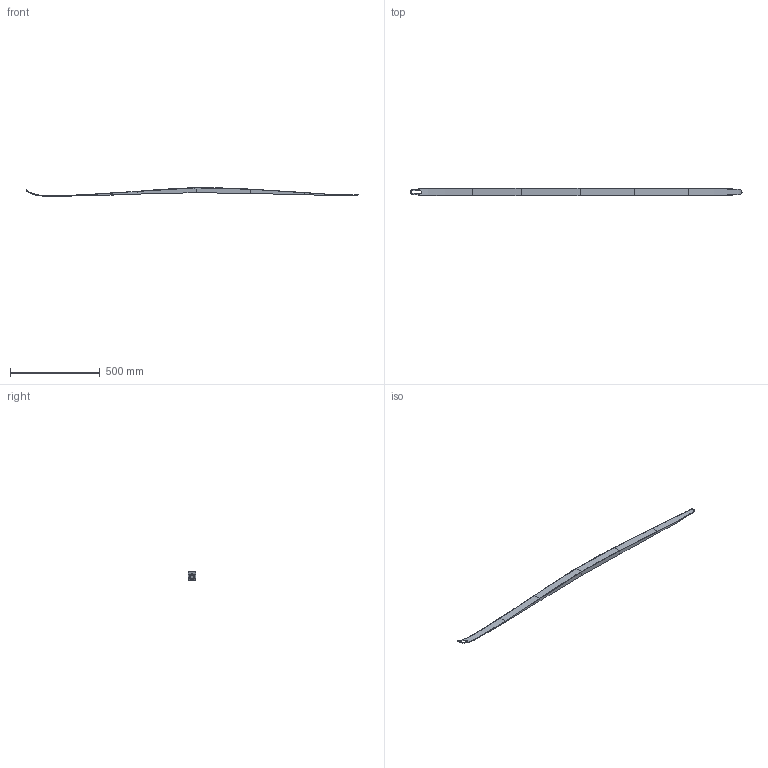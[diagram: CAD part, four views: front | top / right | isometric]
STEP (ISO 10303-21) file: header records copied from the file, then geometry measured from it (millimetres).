
FILE_DESCRIPTION(/* description */ (''),/* implementation_level */ '2;1');
FILE_NAME(/* name */ 'Skii.stp',/* time_stamp */ '2023-10-23T04:30:33+02:00',/* author */ ('tinas'),/* organization */ (''),/* preprocessor_version */ 'ST-DEVELOPER v19.2',/* originating_system */ 'Autodesk Inventor 2024',/* authorisation */ '');
FILE_SCHEMA (('AUTOMOTIVE_DESIGN { 1 0 10303 214 3 1 1 }'));
Length unit declared in the file: metre
Products named in the file (2): Assembly_Fischer_speedmax_3D; Skida_gusaxe-7
Assembly tree (1 placements, depth 2):
  Assembly_Fischer_speedmax_3D
    Skida_gusaxe-7
Bounding box: 1845.01 x 43.7 x 47.59 mm (x, y, z)
Volume: 1170430.6 mm3; surface area: 206451.4 mm2
Topology: 1 solids, 1 shells, 133 faces, 331 edges, 198 vertices
Faces by surface type: bspline 126, plane 5, cylinder 2
Entity records: 11843 total; most frequent: CARTESIAN_POINT 9419, ORIENTED_EDGE 662, EDGE_CURVE 331, B_SPLINE_CURVE_WITH_KNOTS 204, VERTEX_POINT 198, DIRECTION 183, FACE_OUTER_BOUND 133, EDGE_LOOP 133
